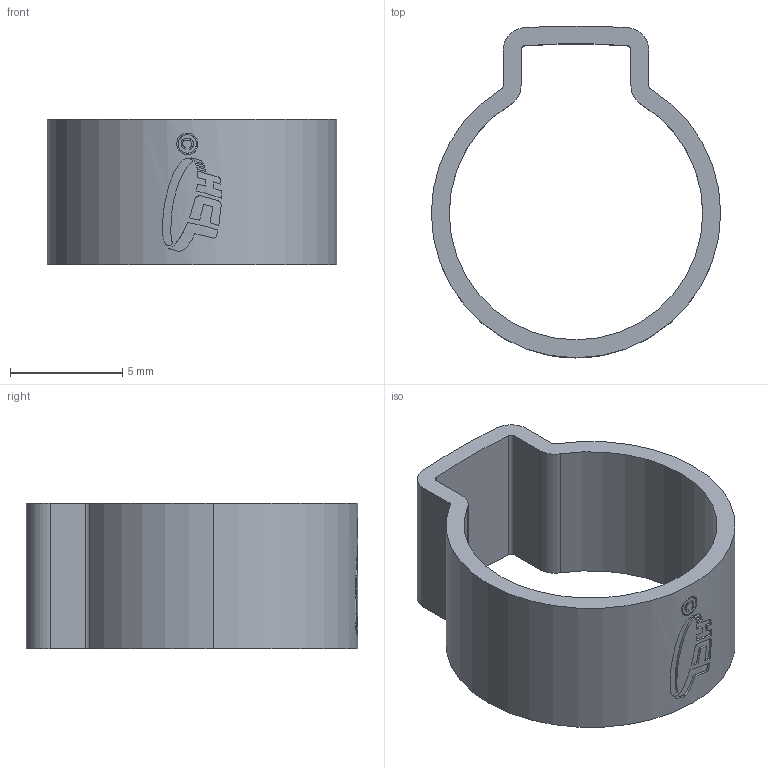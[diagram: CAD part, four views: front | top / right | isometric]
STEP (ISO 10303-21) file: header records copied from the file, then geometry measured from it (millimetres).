
FILE_DESCRIPTION (( 'STEP AP214' ), '1' );
FILE_NAME ('SEC-9-W1.step', '2025-06-05T17:40:02', ( '' ), ( '' ), 'SwSTEP 2.0', 'SolidWorks 2025', '' );
FILE_SCHEMA (( 'AUTOMOTIVE_DESIGN' ));
Length unit declared in the file: millimetre
Products named in the file (1): SEC-9-W1
Bounding box: 12.9 x 14.79 x 6.5 mm (x, y, z)
Volume: 218.9 mm3; surface area: 619.8 mm2
Topology: 1 solids, 1 shells, 123 faces, 333 edges, 222 vertices
Faces by surface type: cylinder 66, bspline 49, plane 8
Entity records: 5179 total; most frequent: CARTESIAN_POINT 2515, ORIENTED_EDGE 666, DIRECTION 337, EDGE_CURVE 333, VERTEX_POINT 222, B_SPLINE_CURVE_WITH_KNOTS 178, EDGE_LOOP 135, FACE_OUTER_BOUND 123
